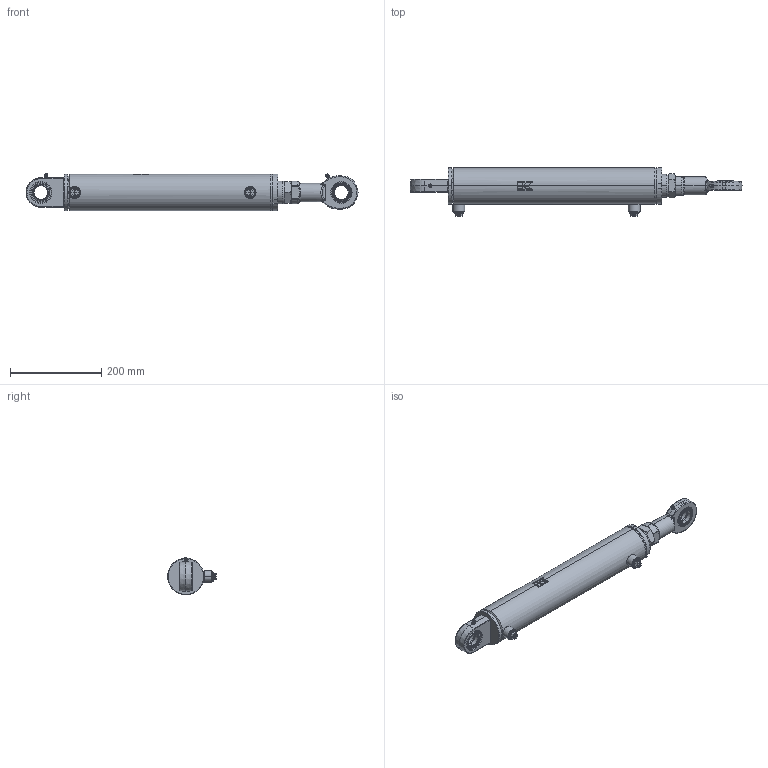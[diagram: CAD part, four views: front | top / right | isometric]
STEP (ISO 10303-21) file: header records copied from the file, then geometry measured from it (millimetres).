
FILE_DESCRIPTION (( 'STEP AP214' ), '1' );
FILE_NAME ('CFGCY0063631-Cylinder.step', '2024-01-09T13:17:54', ( 'Kramp IT' ), ( 'Kramp' ), 'SwSTEP 2.0', 'SolidWorks 2021', '' );
FILE_SCHEMA (( 'AUTOMOTIVE_DESIGN' ));
Length unit declared in the file: millimetre
Products named in the file (21): Rod-WA_Simplified; DC3907001; CFGCY0063631-Cylinder; MATE-AID; DS2907004_Simplified; Rod_Simplified; DS2907013050_Simplified; GIR30DO2RS; Tube-MA_Simplified; Tube_Simplified; DS2907004VM_Simplified; DS2906015; GF30DO-EC; SP06M; Tube-WA_Simplified; LSN06E; DS2907013050VM_Simplified; 439B302; GIR30DO2RS-NUT; GF30DO
Assembly tree (21 placements, depth 4):
  CFGCY0063631-Cylinder
    Tube-WA_Simplified
      Tube-MA_Simplified
        Tube_Simplified
        LSN06E
      LSN06E
      DC3907001
        DC3907001
      GF30DO-EC
        GF30DO
    Rod-WA_Simplified
      Rod_Simplified
      GIR30DO2RS-NUT
        GIR30DO2RS
        439B302
    DS2907013050VM_Simplified
      DS2907013050_Simplified
    DS2907004VM_Simplified
      DS2907004_Simplified
    DS2906015
    SP06M  x2
  MATE-AID
Bounding box: 727.99 x 107 x 82.3 mm (x, y, z)
Volume: 2051378.9 mm3; surface area: 448339.9 mm2
Topology: 21 solids, 23 shells, 910 faces, 2180 edges, 1348 vertices
Faces by surface type: cylinder 306, plane 261, bspline 180, cone 137, torus 26
Entity records: 47975 total; most frequent: CARTESIAN_POINT 22285, ORIENTED_EDGE 3948, DIRECTION 3682, EDGE_CURVE 1974, AXIS2_PLACEMENT_3D 1486, VERTEX_POINT 1226, EDGE_LOOP 916, FACE_OUTER_BOUND 828
